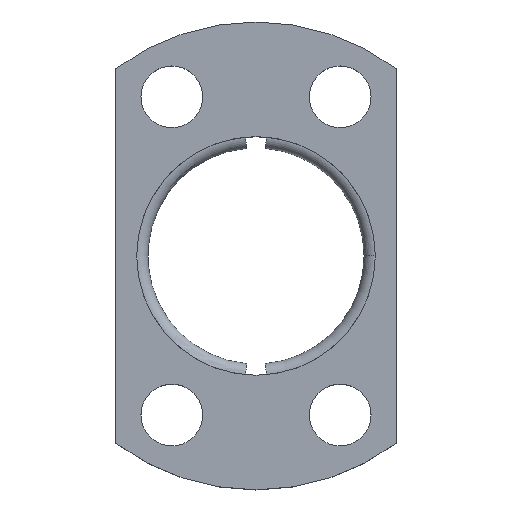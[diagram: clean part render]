
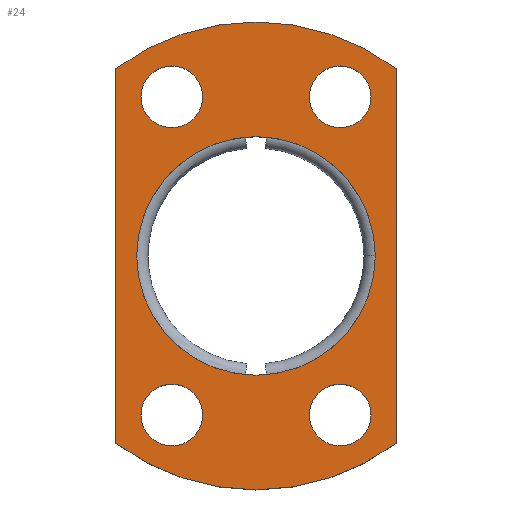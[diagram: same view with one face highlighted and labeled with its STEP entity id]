
A CAD part, top view. The second image highlights one B-rep face of the part: STEP entity #24.
In plain terms, the highlighted planar face has unit normal (0, 0, 1).
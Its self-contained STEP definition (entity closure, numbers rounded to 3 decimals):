
#16 = AXIS2_PLACEMENT_3D ( 'NONE', #472, #1370, #605 ) ;
#17 = CARTESIAN_POINT ( 'NONE',  ( -12.3, -17., 0. ) ) ;
#24 = ADVANCED_FACE ( 'NONE', ( #311, #1666, #997, #1627, #1297, #964 ), #178, .F. ) ;
#30 = EDGE_CURVE ( 'NONE', #1171, #541, #1607, .T. ) ;
#32 = CARTESIAN_POINT ( 'NONE',  ( -15., 0., 0. ) ) ;
#38 = DIRECTION ( 'NONE',  ( 0., 0., -1. ) ) ;
#50 = CARTESIAN_POINT ( 'NONE',  ( -9., 17., 0. ) ) ;
#66 = DIRECTION ( 'NONE',  ( 0., 0., -1. ) ) ;
#72 = VERTEX_POINT ( 'NONE', #1597 ) ;
#74 = AXIS2_PLACEMENT_3D ( 'NONE', #50, #960, #565 ) ;
#75 = DIRECTION ( 'NONE',  ( 0., 0., 1. ) ) ;
#76 = CARTESIAN_POINT ( 'NONE',  ( 15., 0., 0. ) ) ;
#88 = CIRCLE ( 'NONE', #1233, 3.3 ) ;
#97 = EDGE_CURVE ( 'NONE', #857, #1456, #597, .T. ) ;
#103 = VERTEX_POINT ( 'NONE', #1042 ) ;
#110 = ORIENTED_EDGE ( 'NONE', *, *, #1526, .T. ) ;
#114 = ORIENTED_EDGE ( 'NONE', *, *, #1176, .F. ) ;
#123 = VECTOR ( 'NONE', #1110, 1000. ) ;
#159 = VERTEX_POINT ( 'NONE', #17 ) ;
#165 = AXIS2_PLACEMENT_3D ( 'NONE', #571, #38, #1334 ) ;
#178 = PLANE ( 'NONE',  #165 ) ;
#185 = CARTESIAN_POINT ( 'NONE',  ( -15., 20., 0. ) ) ;
#194 = EDGE_CURVE ( 'NONE', #1556, #1456, #819, .T. ) ;
#206 = CARTESIAN_POINT ( 'NONE',  ( 5.7, -17., 0. ) ) ;
#242 = AXIS2_PLACEMENT_3D ( 'NONE', #263, #1170, #400 ) ;
#256 = AXIS2_PLACEMENT_3D ( 'NONE', #1219, #447, #1348 ) ;
#258 = VERTEX_POINT ( 'NONE', #206 ) ;
#263 = CARTESIAN_POINT ( 'NONE',  ( 0., 0., 0. ) ) ;
#289 = LINE ( 'NONE', #32, #1200 ) ;
#311 = FACE_BOUND ( 'NONE', #1184, .T. ) ;
#316 = ORIENTED_EDGE ( 'NONE', *, *, #718, .T. ) ;
#364 = ORIENTED_EDGE ( 'NONE', *, *, #1395, .T. ) ;
#379 = CIRCLE ( 'NONE', #1355, 3.3 ) ;
#395 = DIRECTION ( 'NONE',  ( 0., 0., -1. ) ) ;
#400 = DIRECTION ( 'NONE',  ( 1., 0., 0. ) ) ;
#415 = ORIENTED_EDGE ( 'NONE', *, *, #97, .T. ) ;
#426 = CARTESIAN_POINT ( 'NONE',  ( 5.7, 17., 0. ) ) ;
#432 = EDGE_LOOP ( 'NONE', ( #110, #707 ) ) ;
#447 = DIRECTION ( 'NONE',  ( 0., 0., -1. ) ) ;
#472 = CARTESIAN_POINT ( 'NONE',  ( 0., 0., 0. ) ) ;
#476 = CIRCLE ( 'NONE', #977, 3.3 ) ;
#477 = EDGE_LOOP ( 'NONE', ( #860, #1225 ) ) ;
#488 = EDGE_CURVE ( 'NONE', #103, #1637, #1403, .T. ) ;
#514 = AXIS2_PLACEMENT_3D ( 'NONE', #1542, #780, #1665 ) ;
#541 = VERTEX_POINT ( 'NONE', #996 ) ;
#550 = CARTESIAN_POINT ( 'NONE',  ( -9., -17., 0. ) ) ;
#565 = DIRECTION ( 'NONE',  ( -1., 0., 0. ) ) ;
#571 = CARTESIAN_POINT ( 'NONE',  ( -12.75, 0., 0. ) ) ;
#574 = AXIS2_PLACEMENT_3D ( 'NONE', #858, #75, #990 ) ;
#597 = CIRCLE ( 'NONE', #514, 25. ) ;
#605 = DIRECTION ( 'NONE',  ( 1., 0., 0. ) ) ;
#637 = DIRECTION ( 'NONE',  ( 0., 0., -1. ) ) ;
#661 = CARTESIAN_POINT ( 'NONE',  ( -15., -20., 0. ) ) ;
#676 = DIRECTION ( 'NONE',  ( -1., 0., 0. ) ) ;
#684 = DIRECTION ( 'NONE',  ( 0., 1., 0. ) ) ;
#685 = DIRECTION ( 'NONE',  ( 0., 0., -1. ) ) ;
#707 = ORIENTED_EDGE ( 'NONE', *, *, #974, .T. ) ;
#718 = EDGE_CURVE ( 'NONE', #159, #72, #476, .T. ) ;
#719 = DIRECTION ( 'NONE',  ( 0., 0., -1. ) ) ;
#780 = DIRECTION ( 'NONE',  ( 0., 0., 1. ) ) ;
#815 = CARTESIAN_POINT ( 'NONE',  ( -5.7, 17., 0. ) ) ;
#819 = LINE ( 'NONE', #76, #123 ) ;
#831 = EDGE_CURVE ( 'NONE', #1637, #103, #1344, .T. ) ;
#851 = CARTESIAN_POINT ( 'NONE',  ( -9., 17., 0. ) ) ;
#857 = VERTEX_POINT ( 'NONE', #661 ) ;
#858 = CARTESIAN_POINT ( 'NONE',  ( 0., 0., 0. ) ) ;
#860 = ORIENTED_EDGE ( 'NONE', *, *, #488, .F. ) ;
#917 = VERTEX_POINT ( 'NONE', #1567 ) ;
#960 = DIRECTION ( 'NONE',  ( 0., 0., -1. ) ) ;
#964 = FACE_OUTER_BOUND ( 'NONE', #1249, .T. ) ;
#974 = EDGE_CURVE ( 'NONE', #1290, #258, #1515, .T. ) ;
#976 = VERTEX_POINT ( 'NONE', #426 ) ;
#977 = AXIS2_PLACEMENT_3D ( 'NONE', #550, #1447, #676 ) ;
#981 = DIRECTION ( 'NONE',  ( -1., 0., 0. ) ) ;
#990 = DIRECTION ( 'NONE',  ( 1., 0., 0. ) ) ;
#996 = CARTESIAN_POINT ( 'NONE',  ( -12.3, 17., 0. ) ) ;
#997 = FACE_BOUND ( 'NONE', #1658, .T. ) ;
#1016 = ORIENTED_EDGE ( 'NONE', *, *, #30, .T. ) ;
#1024 = EDGE_CURVE ( 'NONE', #976, #917, #1065, .T. ) ;
#1029 = CARTESIAN_POINT ( 'NONE',  ( 15., 20., 0. ) ) ;
#1040 = CIRCLE ( 'NONE', #1179, 3.3 ) ;
#1042 = CARTESIAN_POINT ( 'NONE',  ( 12.75, 0., 0. ) ) ;
#1054 = VERTEX_POINT ( 'NONE', #185 ) ;
#1056 = ORIENTED_EDGE ( 'NONE', *, *, #1024, .T. ) ;
#1065 = CIRCLE ( 'NONE', #256, 3.3 ) ;
#1110 = DIRECTION ( 'NONE',  ( 0., -1., 0. ) ) ;
#1167 = CARTESIAN_POINT ( 'NONE',  ( 9., 17., 0. ) ) ;
#1170 = DIRECTION ( 'NONE',  ( 0., 0., 1. ) ) ;
#1171 = VERTEX_POINT ( 'NONE', #815 ) ;
#1176 = EDGE_CURVE ( 'NONE', #857, #1054, #289, .T. ) ;
#1179 = AXIS2_PLACEMENT_3D ( 'NONE', #851, #66, #981 ) ;
#1184 = EDGE_LOOP ( 'NONE', ( #1056, #1298 ) ) ;
#1200 = VECTOR ( 'NONE', #684, 1000. ) ;
#1219 = CARTESIAN_POINT ( 'NONE',  ( 9., 17., 0. ) ) ;
#1225 = ORIENTED_EDGE ( 'NONE', *, *, #831, .F. ) ;
#1233 = AXIS2_PLACEMENT_3D ( 'NONE', #1406, #637, #1527 ) ;
#1249 = EDGE_LOOP ( 'NONE', ( #114, #415, #1499, #364 ) ) ;
#1277 = EDGE_LOOP ( 'NONE', ( #1337, #1016 ) ) ;
#1290 = VERTEX_POINT ( 'NONE', #1595 ) ;
#1294 = DIRECTION ( 'NONE',  ( -1., 0., 0. ) ) ;
#1297 = FACE_BOUND ( 'NONE', #477, .T. ) ;
#1298 = ORIENTED_EDGE ( 'NONE', *, *, #1610, .T. ) ;
#1331 = EDGE_CURVE ( 'NONE', #541, #1171, #1040, .T. ) ;
#1333 = CIRCLE ( 'NONE', #16, 25. ) ;
#1334 = DIRECTION ( 'NONE',  ( -1., 0., 0. ) ) ;
#1337 = ORIENTED_EDGE ( 'NONE', *, *, #1331, .T. ) ;
#1344 = CIRCLE ( 'NONE', #242, 12.75 ) ;
#1348 = DIRECTION ( 'NONE',  ( -1., 0., 0. ) ) ;
#1352 = EDGE_CURVE ( 'NONE', #72, #159, #379, .T. ) ;
#1355 = AXIS2_PLACEMENT_3D ( 'NONE', #1488, #719, #1604 ) ;
#1357 = ORIENTED_EDGE ( 'NONE', *, *, #1352, .T. ) ;
#1370 = DIRECTION ( 'NONE',  ( 0., 0., 1. ) ) ;
#1385 = CIRCLE ( 'NONE', #1653, 3.3 ) ;
#1395 = EDGE_CURVE ( 'NONE', #1556, #1054, #1333, .T. ) ;
#1403 = CIRCLE ( 'NONE', #574, 12.75 ) ;
#1406 = CARTESIAN_POINT ( 'NONE',  ( 9., -17., 0. ) ) ;
#1425 = CARTESIAN_POINT ( 'NONE',  ( -12.75, 0., 0. ) ) ;
#1447 = DIRECTION ( 'NONE',  ( 0., 0., -1. ) ) ;
#1454 = CARTESIAN_POINT ( 'NONE',  ( 9., -17., 0. ) ) ;
#1456 = VERTEX_POINT ( 'NONE', #1636 ) ;
#1488 = CARTESIAN_POINT ( 'NONE',  ( -9., -17., 0. ) ) ;
#1499 = ORIENTED_EDGE ( 'NONE', *, *, #194, .F. ) ;
#1515 = CIRCLE ( 'NONE', #1581, 3.3 ) ;
#1526 = EDGE_CURVE ( 'NONE', #258, #1290, #88, .T. ) ;
#1527 = DIRECTION ( 'NONE',  ( -1., 0., 0. ) ) ;
#1542 = CARTESIAN_POINT ( 'NONE',  ( 0., 0., 0. ) ) ;
#1556 = VERTEX_POINT ( 'NONE', #1029 ) ;
#1567 = CARTESIAN_POINT ( 'NONE',  ( 12.3, 17., 0. ) ) ;
#1579 = DIRECTION ( 'NONE',  ( -1., 0., 0. ) ) ;
#1581 = AXIS2_PLACEMENT_3D ( 'NONE', #1454, #685, #1579 ) ;
#1595 = CARTESIAN_POINT ( 'NONE',  ( 12.3, -17., 0. ) ) ;
#1597 = CARTESIAN_POINT ( 'NONE',  ( -5.7, -17., 0. ) ) ;
#1604 = DIRECTION ( 'NONE',  ( -1., 0., 0. ) ) ;
#1607 = CIRCLE ( 'NONE', #74, 3.3 ) ;
#1610 = EDGE_CURVE ( 'NONE', #917, #976, #1385, .T. ) ;
#1627 = FACE_BOUND ( 'NONE', #1277, .T. ) ;
#1636 = CARTESIAN_POINT ( 'NONE',  ( 15., -20., 0. ) ) ;
#1637 = VERTEX_POINT ( 'NONE', #1425 ) ;
#1653 = AXIS2_PLACEMENT_3D ( 'NONE', #1167, #395, #1294 ) ;
#1658 = EDGE_LOOP ( 'NONE', ( #316, #1357 ) ) ;
#1665 = DIRECTION ( 'NONE',  ( 1., 0., 0. ) ) ;
#1666 = FACE_BOUND ( 'NONE', #432, .T. ) ;
